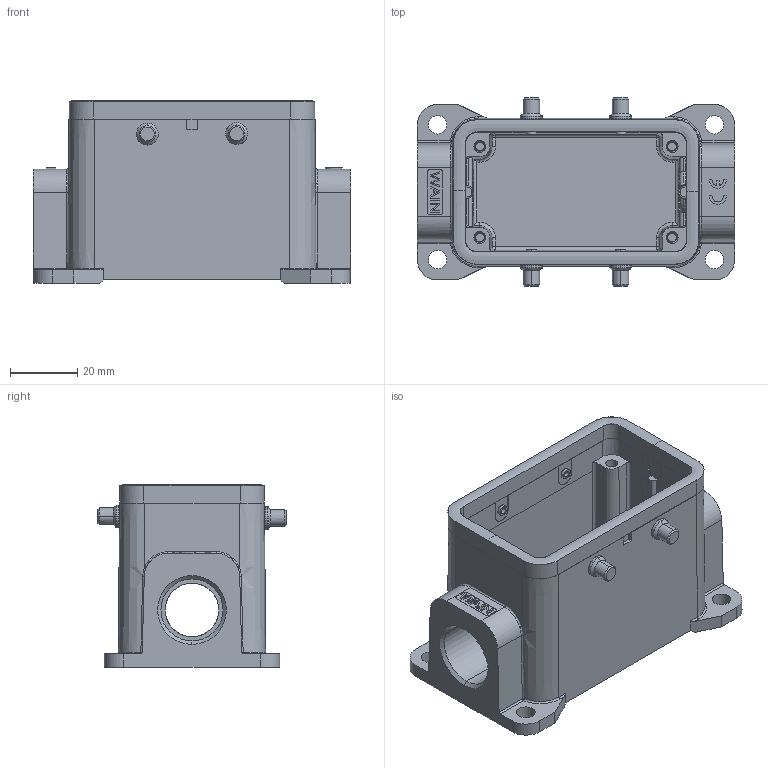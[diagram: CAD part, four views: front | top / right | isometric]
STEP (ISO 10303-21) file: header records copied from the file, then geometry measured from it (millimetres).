
FILE_DESCRIPTION((''),'2;1');
FILE_NAME('PRT0032','2023-12-14T',('yp.zhu'),(''),'PRO/ENGINEER BY PARAMETRIC TECHNOLOGY CORPORATION, 2012480','PRO/ENGINEER BY PARAMETRIC TECHNOLOGY CORPORATION, 2012480','');
FILE_SCHEMA(('CONFIG_CONTROL_DESIGN'));
Length unit declared in the file: millimetre
Products named in the file (1): PRT0032
Bounding box: 94 x 55.86 x 54.14 mm (x, y, z)
Volume: 75149.4 mm3; surface area: 34278.9 mm2
Topology: 1 solids, 1 shells, 667 faces, 1834 edges, 1180 vertices
Faces by surface type: cylinder 345, plane 220, cone 48, torus 30, bspline 16, sphere 8
Entity records: 30623 total; most frequent: CARTESIAN_POINT 14460, ORIENTED_EDGE 3636, DIRECTION 2998, EDGE_CURVE 1818, VERTEX_POINT 1180, AXIS2_PLACEMENT_3D 1079, VECTOR 840, LINE 840
